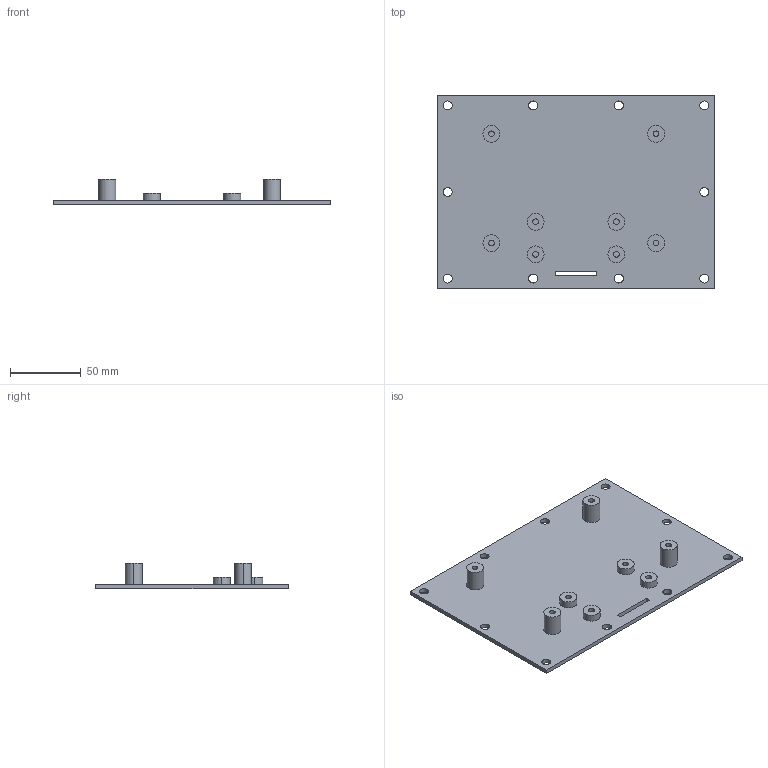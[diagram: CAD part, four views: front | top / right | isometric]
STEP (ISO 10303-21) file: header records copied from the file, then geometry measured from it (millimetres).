
FILE_DESCRIPTION (( 'STEP AP214' ), '1' );
FILE_NAME ('Part2 v2.STEP', '2024-06-26T12:11:58', ( '' ), ( '' ), 'SwSTEP 2.0', 'SolidWorks 2023', '' );
FILE_SCHEMA (( 'AUTOMOTIVE_DESIGN' ));
Length unit declared in the file: millimetre
Products named in the file (1): Part2 v2
Bounding box: 195 x 136 x 18 mm (x, y, z)
Volume: 86431.6 mm3; surface area: 59050.4 mm2
Topology: 1 solids, 1 shells, 78 faces, 180 edges, 120 vertices
Faces by surface type: cylinder 52, plane 26
Entity records: 2335 total; most frequent: DIRECTION 442, CARTESIAN_POINT 379, ORIENTED_EDGE 360, AXIS2_PLACEMENT_3D 183, EDGE_CURVE 180, VERTEX_POINT 120, EDGE_LOOP 116, CIRCLE 104
